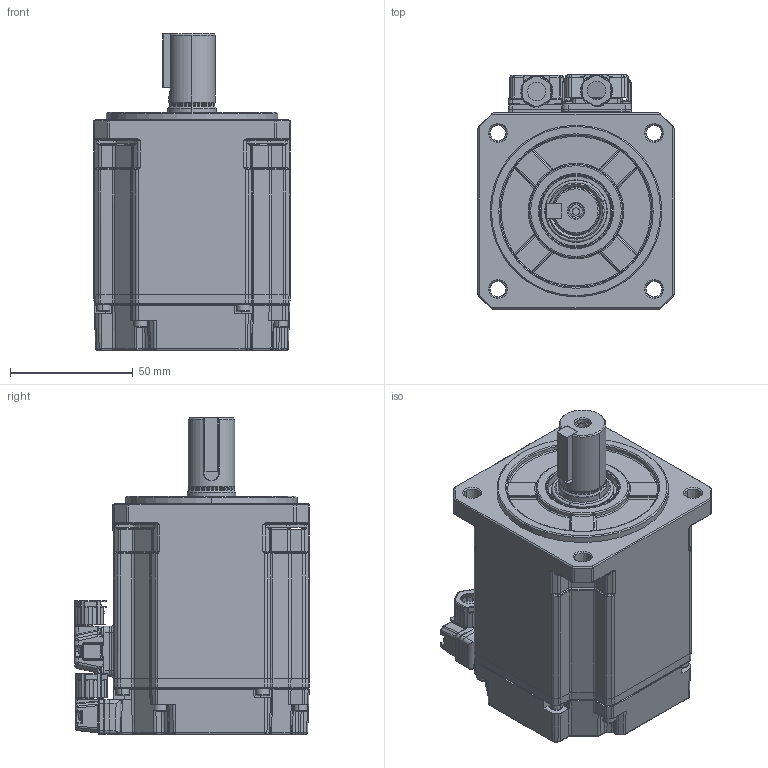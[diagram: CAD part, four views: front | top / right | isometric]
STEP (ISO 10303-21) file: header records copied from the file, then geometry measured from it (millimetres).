
FILE_DESCRIPTION (( 'STEP AP203' ), '1' );
FILE_NAME ('0105-0108-0001_80AC侜督萇儂_XMQ1-H80A08B30S16.STEP', '2021-08-30T06:02:08', ( '' ), ( '' ), 'SwSTEP 2.0', 'SolidWorks 2020', '' );
FILE_SCHEMA (( 'CONFIG_CONTROL_DESIGN' ));
Length unit declared in the file: millimetre
Products named in the file (1): 0105-0108-0001_80AC侜督萇儂_XMQ1-H80A08B30S16
Bounding box: 80 x 95.75 x 128.9 mm (x, y, z)
Surface area: 54018.6 mm2 (no closed solid volume)
Topology: 0 solids, 42 shells, 1740 faces, 5974 edges, 4081 vertices
Faces by surface type: cylinder 637, plane 480, bspline 309, torus 210, cone 65, sphere 39
Entity records: 70606 total; most frequent: CARTESIAN_POINT 23287, ORIENTED_EDGE 9581, DIRECTION 9183, EDGE_CURVE 5937, VERTEX_POINT 4081, AXIS2_PLACEMENT_3D 3348, LINE 2487, VECTOR 2487
